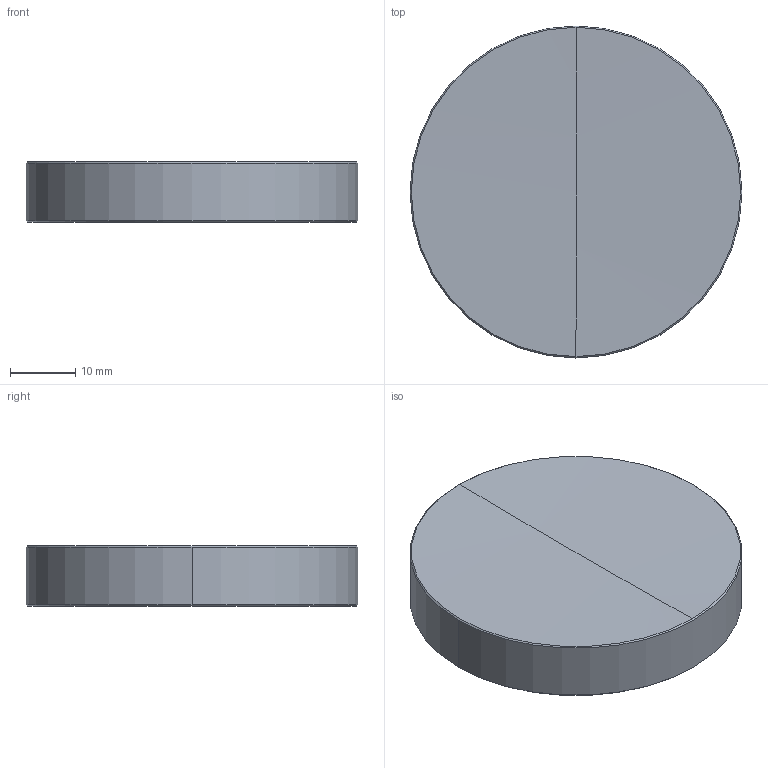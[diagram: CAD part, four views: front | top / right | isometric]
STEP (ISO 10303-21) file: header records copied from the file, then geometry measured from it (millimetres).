
FILE_DESCRIPTION (( 'STEP AP203' ), '1' );
FILE_NAME ('TTN153329-E0W.STEP', '2018-12-17T20:15:51', ( '' ), ( '' ), 'SwSTEP 2.0', 'SolidWorks 2018', '' );
FILE_SCHEMA (( 'CONFIG_CONTROL_DESIGN' ));
Length unit declared in the file: millimetre
Products named in the file (1): TTN153329-E0W
Bounding box: 50.8 x 50.8 x 9.21 mm (x, y, z)
Volume: 18453.1 mm3; surface area: 5486.7 mm2
Topology: 1 solids, 1 shells, 42 faces, 284 edges, 277 vertices
Faces by surface type: plane 34, cone 4, cylinder 2, sphere 2
Entity records: 4117 total; most frequent: CARTESIAN_POINT 1940, ORIENTED_EDGE 568, EDGE_CURVE 284, VERTEX_POINT 277, DIRECTION 252, LINE 142, VECTOR 142, B_SPLINE_CURVE_WITH_KNOTS 130
